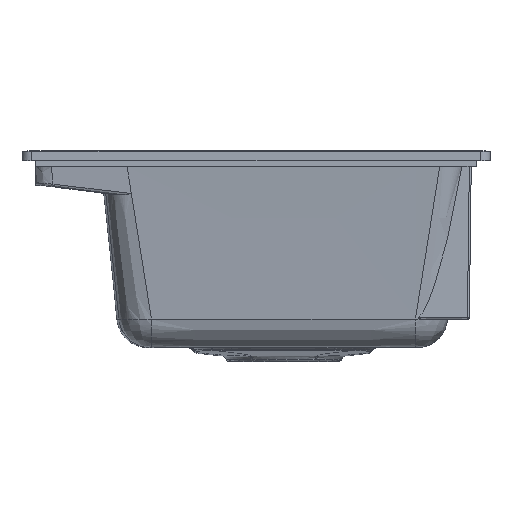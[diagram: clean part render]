
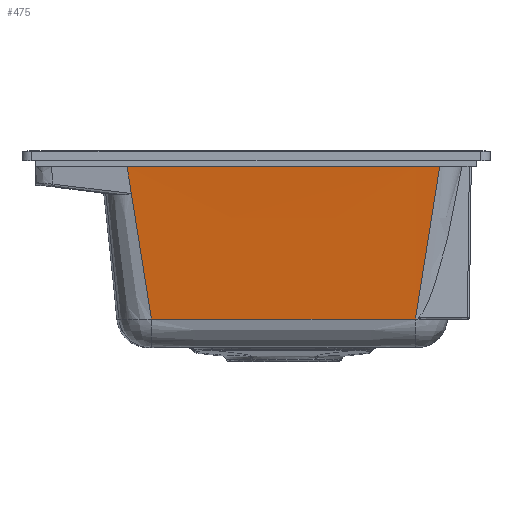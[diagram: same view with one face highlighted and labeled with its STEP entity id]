
A CAD part, left-side view. The second image highlights one B-rep face of the part: STEP entity #475.
In plain terms, the highlighted free-form (B-spline) face has degree [3, 3] with [4, 4] control points.
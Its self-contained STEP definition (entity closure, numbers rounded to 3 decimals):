
#339=(
BOUNDED_CURVE()
B_SPLINE_CURVE(3,(#9026,#9027,#9028,#9029),.UNSPECIFIED.,.F.,.F.)
B_SPLINE_CURVE_WITH_KNOTS((4,4),(0.,1.),.UNSPECIFIED.)
CURVE()
GEOMETRIC_REPRESENTATION_ITEM()
RATIONAL_B_SPLINE_CURVE((1.,1.,1.,1.))
REPRESENTATION_ITEM('')
);
#475=ADVANCED_FACE('',(#870),#714,.T.);
#714=B_SPLINE_SURFACE_WITH_KNOTS('',3,3,((#9040,#9041,#9042,#9043),(#9044,
#9045,#9046,#9047),(#9048,#9049,#9050,#9051),(#9052,#9053,#9054,#9055)),
 .UNSPECIFIED.,.F.,.F.,.F.,(4,4),(4,4),(0.,1.),(0.,1.),.UNSPECIFIED.);
#870=FACE_OUTER_BOUND('',#1141,.T.);
#1141=EDGE_LOOP('',(#1826,#1827,#1828,#1829,#1830,#1831,#1832,#1833));
#1826=ORIENTED_EDGE('',*,*,#3209,.T.);
#1827=ORIENTED_EDGE('',*,*,#3194,.T.);
#1828=ORIENTED_EDGE('',*,*,#3395,.F.);
#1829=ORIENTED_EDGE('',*,*,#3394,.F.);
#1830=ORIENTED_EDGE('',*,*,#3396,.F.);
#1831=ORIENTED_EDGE('',*,*,#3397,.T.);
#1832=ORIENTED_EDGE('',*,*,#3398,.T.);
#1833=ORIENTED_EDGE('',*,*,#3215,.F.);
#2738=VERTEX_POINT('',#5996);
#2751=VERTEX_POINT('',#6589);
#2761=VERTEX_POINT('',#6781);
#2765=VERTEX_POINT('',#6877);
#2878=VERTEX_POINT('',#8964);
#2879=VERTEX_POINT('',#8969);
#2880=VERTEX_POINT('',#9030);
#2881=VERTEX_POINT('',#9035);
#3194=EDGE_CURVE('',#2751,#2738,#3877,.T.);
#3209=EDGE_CURVE('',#2761,#2751,#3892,.T.);
#3215=EDGE_CURVE('',#2761,#2765,#3898,.T.);
#3394=EDGE_CURVE('',#2878,#2879,#4039,.T.);
#3395=EDGE_CURVE('',#2879,#2738,#4040,.T.);
#3396=EDGE_CURVE('',#2880,#2878,#339,.T.);
#3397=EDGE_CURVE('',#2880,#2881,#4041,.T.);
#3398=EDGE_CURVE('',#2881,#2765,#4042,.T.);
#3877=B_SPLINE_CURVE_WITH_KNOTS('',3,(#6599,#6600,#6601,#6602),
 .UNSPECIFIED.,.F.,.F.,(4,4),(0.,1.),.UNSPECIFIED.);
#3892=B_SPLINE_CURVE_WITH_KNOTS('',3,(#6777,#6778,#6779,#6780),
 .UNSPECIFIED.,.F.,.F.,(4,4),(0.,1.),.UNSPECIFIED.);
#3898=B_SPLINE_CURVE_WITH_KNOTS('',3,(#6873,#6874,#6875,#6876),
 .UNSPECIFIED.,.F.,.F.,(4,4),(0.,1.),.UNSPECIFIED.);
#4039=B_SPLINE_CURVE_WITH_KNOTS('',3,(#8965,#8966,#8967,#8968),
 .UNSPECIFIED.,.F.,.F.,(4,4),(0.,1.),.UNSPECIFIED.);
#4040=B_SPLINE_CURVE_WITH_KNOTS('',3,(#8970,#8971,#8972,#8973),
 .UNSPECIFIED.,.F.,.F.,(4,4),(0.,1.),.UNSPECIFIED.);
#4041=B_SPLINE_CURVE_WITH_KNOTS('',3,(#9031,#9032,#9033,#9034),
 .UNSPECIFIED.,.F.,.F.,(4,4),(0.,1.),.UNSPECIFIED.);
#4042=B_SPLINE_CURVE_WITH_KNOTS('',3,(#9036,#9037,#9038,#9039),
 .UNSPECIFIED.,.F.,.F.,(4,4),(0.,1.),.UNSPECIFIED.);
#5996=CARTESIAN_POINT('',(741.273,159.387,-44.423));
#6589=CARTESIAN_POINT('',(738.316,163.825,-16.448));
#6599=CARTESIAN_POINT('',(738.316,163.825,-16.449));
#6600=CARTESIAN_POINT('',(739.333,162.302,-26.051));
#6601=CARTESIAN_POINT('',(740.32,160.821,-35.385));
#6602=CARTESIAN_POINT('',(741.276,159.382,-44.45));
#6777=CARTESIAN_POINT('',(739.002,-137.772,-16.448));
#6778=CARTESIAN_POINT('',(739.416,-37.238,-16.446));
#6779=CARTESIAN_POINT('',(739.187,63.297,-16.447));
#6780=CARTESIAN_POINT('',(738.316,163.825,-16.449));
#6781=CARTESIAN_POINT('',(739.002,-137.77,-16.448));
#6873=CARTESIAN_POINT('',(739.002,-137.772,-16.448));
#6874=CARTESIAN_POINT('',(738.964,-146.954,-16.448));
#6875=CARTESIAN_POINT('',(738.923,-155.351,-16.437));
#6876=CARTESIAN_POINT('',(738.882,-162.969,-16.416));
#6877=CARTESIAN_POINT('',(738.882,-162.972,-16.416));
#8964=CARTESIAN_POINT('',(755.042,138.386,-176.075));
#8965=CARTESIAN_POINT('',(755.042,138.387,-176.075));
#8966=CARTESIAN_POINT('',(754.986,138.472,-175.54));
#8967=CARTESIAN_POINT('',(754.931,138.558,-175.006));
#8968=CARTESIAN_POINT('',(754.875,138.644,-174.472));
#8969=CARTESIAN_POINT('',(754.875,138.643,-174.472));
#8970=CARTESIAN_POINT('',(754.875,138.644,-174.472));
#8971=CARTESIAN_POINT('',(750.379,145.603,-131.137));
#8972=CARTESIAN_POINT('',(745.849,152.505,-87.794));
#8973=CARTESIAN_POINT('',(741.276,159.384,-44.45));
#9026=CARTESIAN_POINT('',(755.521,-137.496,-176.074));
#9027=CARTESIAN_POINT('',(755.334,-45.535,-175.962));
#9028=CARTESIAN_POINT('',(755.174,46.425,-175.962));
#9029=CARTESIAN_POINT('',(755.042,138.386,-176.075));
#9030=CARTESIAN_POINT('',(755.521,-137.496,-176.074));
#9031=CARTESIAN_POINT('',(755.521,-137.496,-176.074));
#9032=CARTESIAN_POINT('',(755.466,-137.581,-175.54));
#9033=CARTESIAN_POINT('',(755.411,-137.666,-175.006));
#9034=CARTESIAN_POINT('',(755.356,-137.75,-174.472));
#9035=CARTESIAN_POINT('',(755.356,-137.751,-174.472));
#9036=CARTESIAN_POINT('',(755.356,-137.75,-174.472));
#9037=CARTESIAN_POINT('',(748.999,-147.54,-112.869));
#9038=CARTESIAN_POINT('',(743.493,-155.942,-60.184));
#9039=CARTESIAN_POINT('',(738.882,-162.969,-16.416));
#9040=CARTESIAN_POINT('',(738.771,-164.928,-15.459));
#9041=CARTESIAN_POINT('',(744.406,-164.996,-69.322));
#9042=CARTESIAN_POINT('',(750.041,-165.064,-123.186));
#9043=CARTESIAN_POINT('',(755.676,-165.132,-177.049));
#9044=CARTESIAN_POINT('',(739.35,-54.692,-15.389));
#9045=CARTESIAN_POINT('',(744.716,-54.707,-69.252));
#9046=CARTESIAN_POINT('',(750.083,-54.723,-123.115));
#9047=CARTESIAN_POINT('',(755.449,-54.739,-176.979));
#9048=CARTESIAN_POINT('',(739.158,55.55,-15.389));
#9049=CARTESIAN_POINT('',(744.524,55.584,-69.252));
#9050=CARTESIAN_POINT('',(749.891,55.619,-123.115));
#9051=CARTESIAN_POINT('',(755.257,55.654,-176.979));
#9052=CARTESIAN_POINT('',(738.196,165.784,-15.459));
#9053=CARTESIAN_POINT('',(743.83,165.871,-69.322));
#9054=CARTESIAN_POINT('',(749.465,165.959,-123.186));
#9055=CARTESIAN_POINT('',(755.101,166.047,-177.049));
